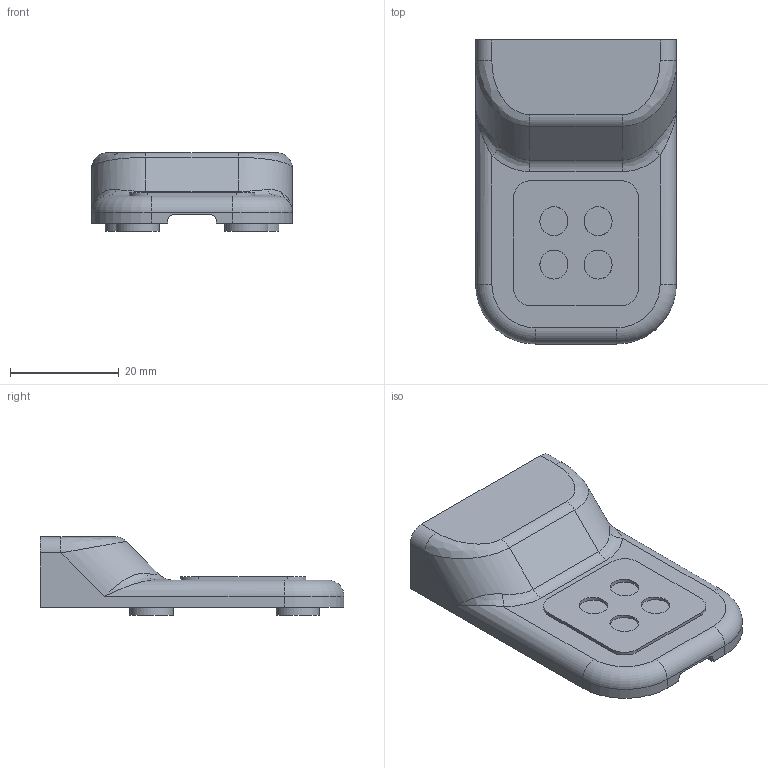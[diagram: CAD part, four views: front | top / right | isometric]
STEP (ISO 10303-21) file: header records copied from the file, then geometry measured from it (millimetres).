
FILE_DESCRIPTION(/* description */ (''),/* implementation_level */ '2;1');
FILE_NAME(/* name */ 'usb-can_housing-upper_v2.step',/* time_stamp */ '2021-08-03T16:43:15+02:00',/* author */ (''),/* organization */ (''),/* preprocessor_version */ 'ST-DEVELOPER v18.1',/* originating_system */ 'Autodesk Translation Framework v10.9.0.1377',/* authorisation */ '');
FILE_SCHEMA (('AUTOMOTIVE_DESIGN { 1 0 10303 214 3 1 1 }'));
Length unit declared in the file: millimetre
Products named in the file (1): housing_upper
Bounding box: 37 x 56 x 14.5 mm (x, y, z)
Volume: 6766.5 mm3; surface area: 6562 mm2
Topology: 1 solids, 1 shells, 101 faces, 243 edges, 153 vertices
Faces by surface type: plane 51, cylinder 34, bspline 12, cone 2, torus 2
Full cylindrical faces by diameter (mm): 4 x4, 8 x4
Entity records: 3382 total; most frequent: CARTESIAN_POINT 979, DIRECTION 508, ORIENTED_EDGE 482, EDGE_CURVE 241, AXIS2_PLACEMENT_3D 189, VERTEX_POINT 153, LINE 130, VECTOR 130
